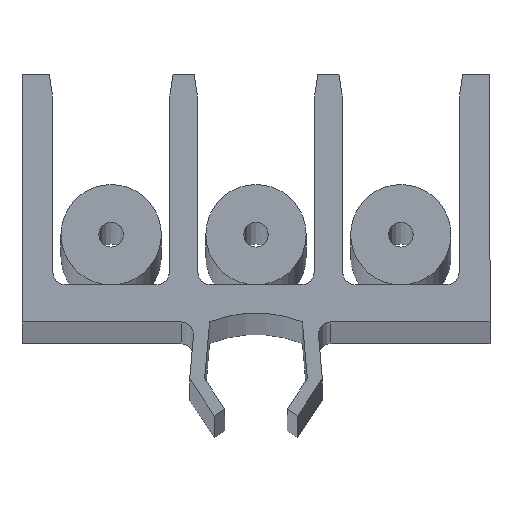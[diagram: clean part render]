
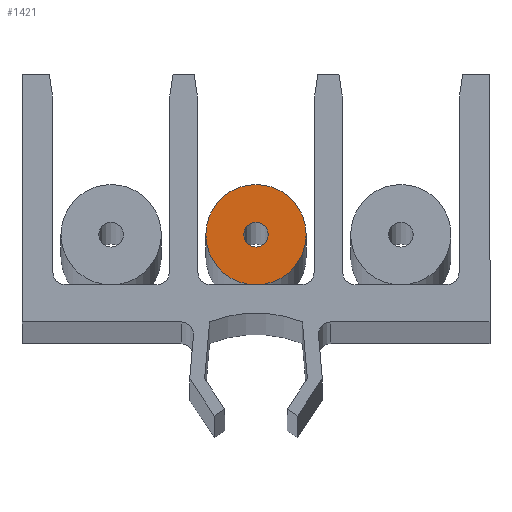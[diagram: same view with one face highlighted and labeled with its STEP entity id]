
A CAD part, top view. The second image highlights one B-rep face of the part: STEP entity #1421.
In plain terms, the highlighted planar face has unit normal (0, 0, 1).
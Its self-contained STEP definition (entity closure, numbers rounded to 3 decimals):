
#16 = VERTEX_POINT ( 'NONE', #1205 ) ;
#31 = AXIS2_PLACEMENT_3D ( 'NONE', #1794, #1829, #1427 ) ;
#52 = CIRCLE ( 'NONE', #201, 1. ) ;
#77 = CARTESIAN_POINT ( 'NONE',  ( 0., 0., 500. ) ) ;
#133 = DIRECTION ( 'NONE',  ( 1., 0., 0. ) ) ;
#139 = DIRECTION ( 'NONE',  ( 0., 0., 1. ) ) ;
#159 = CARTESIAN_POINT ( 'NONE',  ( 0., 0., 500. ) ) ;
#180 = EDGE_CURVE ( 'NONE', #676, #925, #438, .T. ) ;
#201 = AXIS2_PLACEMENT_3D ( 'NONE', #159, #139, #133 ) ;
#274 = EDGE_CURVE ( 'NONE', #16, #624, #52, .T. ) ;
#319 = ORIENTED_EDGE ( 'NONE', *, *, #180, .T. ) ;
#405 = EDGE_LOOP ( 'NONE', ( #785, #1589 ) ) ;
#438 = CIRCLE ( 'NONE', #1895, 4.05 ) ;
#453 = CARTESIAN_POINT ( 'NONE',  ( 0., 0., 500. ) ) ;
#459 = DIRECTION ( 'NONE',  ( 0., 0., 1. ) ) ;
#461 = AXIS2_PLACEMENT_3D ( 'NONE', #77, #589, #679 ) ;
#479 = DIRECTION ( 'NONE',  ( 1., 0., 0. ) ) ;
#589 = DIRECTION ( 'NONE',  ( 0., 0., 1. ) ) ;
#624 = VERTEX_POINT ( 'NONE', #1868 ) ;
#633 = EDGE_CURVE ( 'NONE', #925, #676, #1923, .T. ) ;
#676 = VERTEX_POINT ( 'NONE', #1189 ) ;
#679 = DIRECTION ( 'NONE',  ( 1., 0., 0. ) ) ;
#690 = CIRCLE ( 'NONE', #461, 1. ) ;
#785 = ORIENTED_EDGE ( 'NONE', *, *, #1989, .F. ) ;
#805 = EDGE_LOOP ( 'NONE', ( #319, #961 ) ) ;
#916 = AXIS2_PLACEMENT_3D ( 'NONE', #1638, #1165, #973 ) ;
#925 = VERTEX_POINT ( 'NONE', #2007 ) ;
#961 = ORIENTED_EDGE ( 'NONE', *, *, #633, .T. ) ;
#973 = DIRECTION ( 'NONE',  ( 1., 0., 0. ) ) ;
#981 = PLANE ( 'NONE',  #916 ) ;
#1165 = DIRECTION ( 'NONE',  ( 0., 0., 1. ) ) ;
#1189 = CARTESIAN_POINT ( 'NONE',  ( -4.05, 0., 500. ) ) ;
#1205 = CARTESIAN_POINT ( 'NONE',  ( 1., 0., 500. ) ) ;
#1418 = FACE_OUTER_BOUND ( 'NONE', #805, .T. ) ;
#1421 = ADVANCED_FACE ( 'NONE', ( #1418, #1781 ), #981, .T. ) ;
#1427 = DIRECTION ( 'NONE',  ( 1., 0., 0. ) ) ;
#1589 = ORIENTED_EDGE ( 'NONE', *, *, #274, .F. ) ;
#1638 = CARTESIAN_POINT ( 'NONE',  ( 0., 0., 500. ) ) ;
#1781 = FACE_BOUND ( 'NONE', #405, .T. ) ;
#1794 = CARTESIAN_POINT ( 'NONE',  ( 0., 0., 500. ) ) ;
#1829 = DIRECTION ( 'NONE',  ( 0., 0., 1. ) ) ;
#1868 = CARTESIAN_POINT ( 'NONE',  ( -1., 0., 500. ) ) ;
#1895 = AXIS2_PLACEMENT_3D ( 'NONE', #453, #459, #479 ) ;
#1923 = CIRCLE ( 'NONE', #31, 4.05 ) ;
#1989 = EDGE_CURVE ( 'NONE', #624, #16, #690, .T. ) ;
#2007 = CARTESIAN_POINT ( 'NONE',  ( 4.05, 0., 500. ) ) ;
